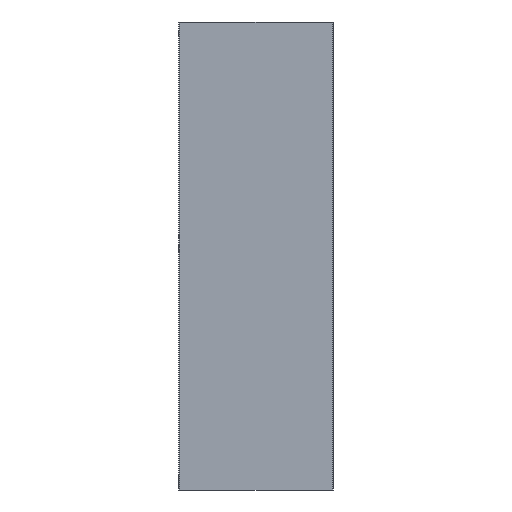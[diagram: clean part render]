
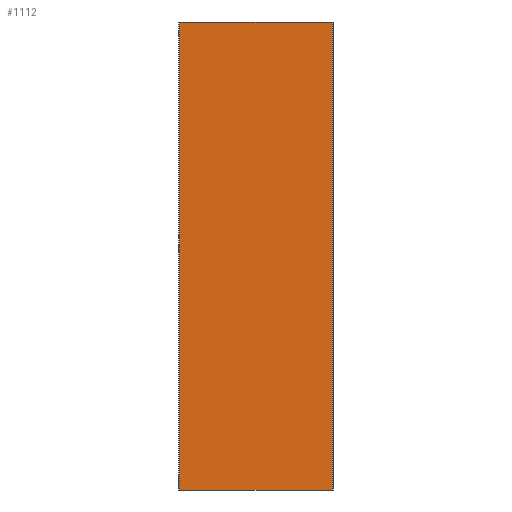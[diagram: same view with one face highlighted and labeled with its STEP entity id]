
A CAD part, front view. The second image highlights one B-rep face of the part: STEP entity #1112.
In plain terms, the highlighted planar face has unit normal (0, -1, 0).
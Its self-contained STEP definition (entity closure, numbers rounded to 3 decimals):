
#13 = VERTEX_POINT ( 'NONE', #467 ) ;
#35 = ORIENTED_EDGE ( 'NONE', *, *, #1581, .F. ) ;
#90 = VERTEX_POINT ( 'NONE', #460 ) ;
#113 = ORIENTED_EDGE ( 'NONE', *, *, #1484, .T. ) ;
#114 = ORIENTED_EDGE ( 'NONE', *, *, #1582, .F. ) ;
#134 = FACE_OUTER_BOUND ( 'NONE', #284, .T. ) ;
#165 = VERTEX_POINT ( 'NONE', #578 ) ;
#229 = ORIENTED_EDGE ( 'NONE', *, *, #1472, .T. ) ;
#243 = VERTEX_POINT ( 'NONE', #1037 ) ;
#284 = EDGE_LOOP ( 'NONE', ( #229, #114, #35, #113 ) ) ;
#460 = CARTESIAN_POINT ( 'NONE',  ( 97.75, 0., 0. ) ) ;
#467 = CARTESIAN_POINT ( 'NONE',  ( -97.75, 0., 600. ) ) ;
#487 = CARTESIAN_POINT ( 'NONE',  ( -97.75, 0., 600. ) ) ;
#488 = DIRECTION ( 'NONE',  ( 0., 0., -1. ) ) ;
#578 = CARTESIAN_POINT ( 'NONE',  ( -97.75, 0., 0. ) ) ;
#632 = DIRECTION ( 'NONE',  ( 1., 0., 0. ) ) ;
#635 = CARTESIAN_POINT ( 'NONE',  ( 97.75, 0., 0. ) ) ;
#774 = VECTOR ( 'NONE', #1388, 1000. ) ;
#880 = VECTOR ( 'NONE', #488, 1000. ) ;
#892 = VECTOR ( 'NONE', #632, 1000. ) ;
#895 = LINE ( 'NONE', #635, #892 ) ;
#914 = LINE ( 'NONE', #1377, #922 ) ;
#918 = LINE ( 'NONE', #1387, #774 ) ;
#922 = VECTOR ( 'NONE', #1378, 1000. ) ;
#1006 = LINE ( 'NONE', #487, #880 ) ;
#1037 = CARTESIAN_POINT ( 'NONE',  ( 97.75, 0., 600. ) ) ;
#1112 = ADVANCED_FACE ( 'NONE', ( #134 ), #1264, .F. ) ;
#1260 = CARTESIAN_POINT ( 'NONE',  ( 97.75, 0., 600. ) ) ;
#1264 = PLANE ( 'NONE',  #1443 ) ;
#1266 = DIRECTION ( 'NONE',  ( 0., 1., 0. ) ) ;
#1267 = DIRECTION ( 'NONE',  ( 0., 0., 1. ) ) ;
#1377 = CARTESIAN_POINT ( 'NONE',  ( 97.75, 0., 600. ) ) ;
#1378 = DIRECTION ( 'NONE',  ( 1., 0., 0. ) ) ;
#1387 = CARTESIAN_POINT ( 'NONE',  ( 97.75, 0., 600. ) ) ;
#1388 = DIRECTION ( 'NONE',  ( 0., 0., -1. ) ) ;
#1443 = AXIS2_PLACEMENT_3D ( 'NONE', #1260, #1266, #1267 ) ;
#1472 = EDGE_CURVE ( 'NONE', #165, #90, #895, .T. ) ;
#1484 = EDGE_CURVE ( 'NONE', #13, #165, #1006, .T. ) ;
#1581 = EDGE_CURVE ( 'NONE', #13, #243, #914, .T. ) ;
#1582 = EDGE_CURVE ( 'NONE', #243, #90, #918, .T. ) ;
